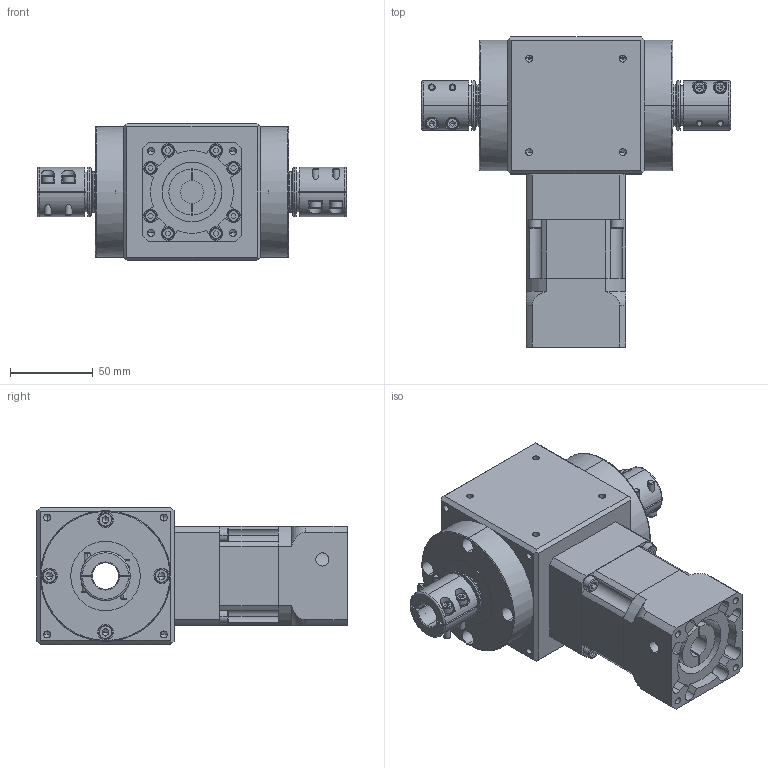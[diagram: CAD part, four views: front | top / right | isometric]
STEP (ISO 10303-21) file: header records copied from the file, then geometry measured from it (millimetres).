
FILE_DESCRIPTION (( 'STEP AP214' ), '1' );
FILE_NAME ('RAM060-L1-XX-D-14-50-70-M5_2019.STEP', '2019-05-13T06:22:23', ( 'Y' ), ( 'NCU' ), 'SwSTEP 2.0', 'SolidWorks 2016', '' );
FILE_SCHEMA (( 'AUTOMOTIVE_DESIGN' ));
Length unit declared in the file: millimetre
Products named in the file (1): RAM060-L1-XX-D-14-50-70-M5_2019
Bounding box: 187 x 187.7 x 83 mm (x, y, z)
Volume: 1054573.1 mm3; surface area: 143277.7 mm2
Topology: 4 solids, 12 shells, 1100 faces, 2718 edges, 1675 vertices
Faces by surface type: plane 539, cylinder 365, cone 130, torus 42, bspline 24
Entity records: 35091 total; most frequent: CARTESIAN_POINT 7394, DIRECTION 5737, ORIENTED_EDGE 5292, EDGE_CURVE 2646, AXIS2_PLACEMENT_3D 2150, VERTEX_POINT 1675, VECTOR 1437, LINE 1437
